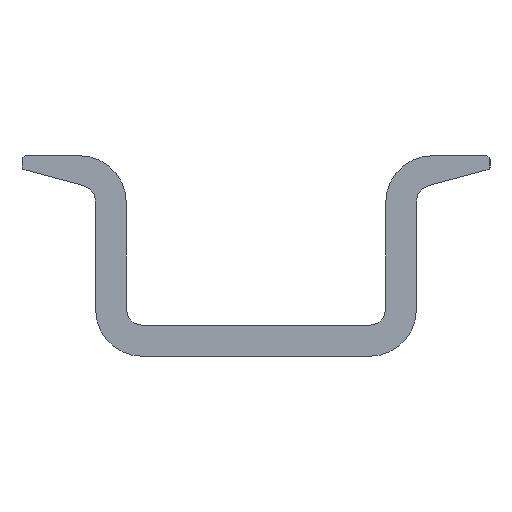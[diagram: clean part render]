
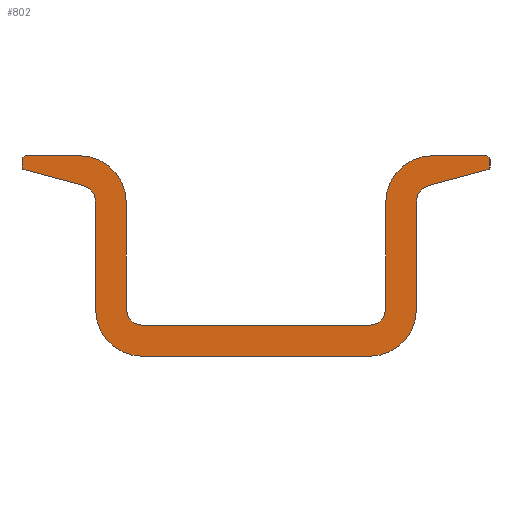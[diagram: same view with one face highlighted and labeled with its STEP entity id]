
A CAD part, left-side view. The second image highlights one B-rep face of the part: STEP entity #802.
In plain terms, the highlighted planar face has unit normal (-1, 0, 0).
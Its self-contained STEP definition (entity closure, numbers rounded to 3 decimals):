
#62=AXIS2_PLACEMENT_3D('Circle Axis2P3D',#60,#61,$) ;
#155=AXIS2_PLACEMENT_3D('Circle Axis2P3D',#153,#154,$) ;
#195=AXIS2_PLACEMENT_3D('Circle Axis2P3D',#193,#194,$) ;
#257=AXIS2_PLACEMENT_3D('Circle Axis2P3D',#255,#256,$) ;
#319=AXIS2_PLACEMENT_3D('Circle Axis2P3D',#317,#318,$) ;
#381=AXIS2_PLACEMENT_3D('Circle Axis2P3D',#379,#380,$) ;
#443=AXIS2_PLACEMENT_3D('Circle Axis2P3D',#441,#442,$) ;
#496=AXIS2_PLACEMENT_3D('Circle Axis2P3D',#494,#495,$) ;
#558=AXIS2_PLACEMENT_3D('Circle Axis2P3D',#556,#557,$) ;
#620=AXIS2_PLACEMENT_3D('Circle Axis2P3D',#618,#619,$) ;
#677=AXIS2_PLACEMENT_3D('Circle Axis2P3D',#675,#676,$) ;
#739=AXIS2_PLACEMENT_3D('Circle Axis2P3D',#737,#738,$) ;
#774=AXIS2_PLACEMENT_3D('Plane Axis2P3D',#771,#772,#773) ;
#43=CARTESIAN_POINT('Vertex',(-1883.168,-11.908,120.24)) ;
#57=CARTESIAN_POINT('Vertex',(-1883.168,-15.408,123.74)) ;
#60=CARTESIAN_POINT('Axis2P3D Location',(-1883.168,-11.908,123.74)) ;
#83=CARTESIAN_POINT('Vertex',(-1883.168,5.092,120.24)) ;
#91=CARTESIAN_POINT('Line Origine',(-1883.168,-3.408,120.24)) ;
#119=CARTESIAN_POINT('Vertex',(-1883.168,-15.408,131.845)) ;
#122=CARTESIAN_POINT('Line Origine',(-1883.168,-15.408,127.793)) ;
#145=CARTESIAN_POINT('Vertex',(-1883.168,8.592,123.74)) ;
#153=CARTESIAN_POINT('Axis2P3D Location',(-1883.168,5.092,123.74)) ;
#176=CARTESIAN_POINT('Vertex',(-1883.168,5.092,122.54)) ;
#190=CARTESIAN_POINT('Vertex',(-1883.168,6.292,123.74)) ;
#193=CARTESIAN_POINT('Axis2P3D Location',(-1883.168,5.092,123.74)) ;
#221=CARTESIAN_POINT('Vertex',(-1883.168,6.292,131.74)) ;
#224=CARTESIAN_POINT('Line Origine',(-1883.168,6.292,127.74)) ;
#252=CARTESIAN_POINT('Vertex',(-1883.168,9.792,135.24)) ;
#255=CARTESIAN_POINT('Axis2P3D Location',(-1883.168,9.792,131.74)) ;
#283=CARTESIAN_POINT('Vertex',(-1883.168,13.792,135.24)) ;
#286=CARTESIAN_POINT('Line Origine',(-1883.168,11.792,135.24)) ;
#314=CARTESIAN_POINT('Vertex',(-1883.168,14.092,134.94)) ;
#317=CARTESIAN_POINT('Axis2P3D Location',(-1883.168,13.792,134.94)) ;
#345=CARTESIAN_POINT('Vertex',(-1883.168,14.092,134.393)) ;
#348=CARTESIAN_POINT('Line Origine',(-1883.168,14.092,134.667)) ;
#376=CARTESIAN_POINT('Vertex',(-1883.168,13.944,134.2)) ;
#379=CARTESIAN_POINT('Axis2P3D Location',(-1883.168,13.892,134.393)) ;
#407=CARTESIAN_POINT('Vertex',(-1883.168,9.482,133.004)) ;
#410=CARTESIAN_POINT('Line Origine',(-1883.168,11.713,133.602)) ;
#438=CARTESIAN_POINT('Vertex',(-1883.168,8.592,131.845)) ;
#441=CARTESIAN_POINT('Axis2P3D Location',(-1883.168,9.792,131.845)) ;
#463=CARTESIAN_POINT('Line Origine',(-1883.168,8.592,127.793)) ;
#491=CARTESIAN_POINT('Vertex',(-1883.168,-16.297,133.004)) ;
#494=CARTESIAN_POINT('Axis2P3D Location',(-1883.168,-16.608,131.845)) ;
#522=CARTESIAN_POINT('Vertex',(-1883.168,-20.76,134.2)) ;
#525=CARTESIAN_POINT('Line Origine',(-1883.168,-18.528,133.602)) ;
#553=CARTESIAN_POINT('Vertex',(-1883.168,-20.908,134.393)) ;
#556=CARTESIAN_POINT('Axis2P3D Location',(-1883.168,-20.708,134.393)) ;
#584=CARTESIAN_POINT('Vertex',(-1883.168,-20.908,134.94)) ;
#587=CARTESIAN_POINT('Line Origine',(-1883.168,-20.908,134.667)) ;
#615=CARTESIAN_POINT('Vertex',(-1883.168,-20.608,135.24)) ;
#618=CARTESIAN_POINT('Axis2P3D Location',(-1883.168,-20.608,134.94)) ;
#641=CARTESIAN_POINT('Vertex',(-1883.168,-16.608,135.24)) ;
#644=CARTESIAN_POINT('Line Origine',(-1883.168,-18.608,135.24)) ;
#672=CARTESIAN_POINT('Vertex',(-1883.168,-13.108,131.74)) ;
#675=CARTESIAN_POINT('Axis2P3D Location',(-1883.168,-16.608,131.74)) ;
#703=CARTESIAN_POINT('Vertex',(-1883.168,-13.108,123.74)) ;
#706=CARTESIAN_POINT('Line Origine',(-1883.168,-13.108,127.74)) ;
#734=CARTESIAN_POINT('Vertex',(-1883.168,-11.908,122.54)) ;
#737=CARTESIAN_POINT('Axis2P3D Location',(-1883.168,-11.908,123.74)) ;
#759=CARTESIAN_POINT('Line Origine',(-1883.168,-3.408,122.54)) ;
#771=CARTESIAN_POINT('Axis2P3D Location',(-1883.168,-3.408,120.24)) ;
#61=DIRECTION('Axis2P3D Direction',(-1.,0.,0.)) ;
#92=DIRECTION('Vector Direction',(0.,1.,0.)) ;
#123=DIRECTION('Vector Direction',(0.,0.,1.)) ;
#154=DIRECTION('Axis2P3D Direction',(-1.,0.,0.)) ;
#194=DIRECTION('Axis2P3D Direction',(-1.,0.,0.)) ;
#225=DIRECTION('Vector Direction',(0.,0.,-1.)) ;
#256=DIRECTION('Axis2P3D Direction',(-1.,0.,0.)) ;
#287=DIRECTION('Vector Direction',(0.,-1.,0.)) ;
#318=DIRECTION('Axis2P3D Direction',(-1.,0.,0.)) ;
#349=DIRECTION('Vector Direction',(0.,0.,1.)) ;
#380=DIRECTION('Axis2P3D Direction',(-1.,0.,0.)) ;
#411=DIRECTION('Vector Direction',(0.,0.966,0.259)) ;
#442=DIRECTION('Axis2P3D Direction',(-1.,0.,0.)) ;
#464=DIRECTION('Vector Direction',(0.,0.,1.)) ;
#495=DIRECTION('Axis2P3D Direction',(-1.,0.,0.)) ;
#526=DIRECTION('Vector Direction',(0.,-0.966,0.259)) ;
#557=DIRECTION('Axis2P3D Direction',(-1.,0.,0.)) ;
#588=DIRECTION('Vector Direction',(0.,0.,1.)) ;
#619=DIRECTION('Axis2P3D Direction',(-1.,0.,0.)) ;
#645=DIRECTION('Vector Direction',(0.,1.,0.)) ;
#676=DIRECTION('Axis2P3D Direction',(-1.,0.,0.)) ;
#707=DIRECTION('Vector Direction',(0.,0.,-1.)) ;
#738=DIRECTION('Axis2P3D Direction',(-1.,0.,0.)) ;
#760=DIRECTION('Vector Direction',(0.,-1.,0.)) ;
#772=DIRECTION('Axis2P3D Direction',(-1.,0.,0.)) ;
#773=DIRECTION('Axis2P3D XDirection',(0.,-1.,0.)) ;
#93=VECTOR('Line Direction',#92,1.) ;
#124=VECTOR('Line Direction',#123,1.) ;
#226=VECTOR('Line Direction',#225,1.) ;
#288=VECTOR('Line Direction',#287,1.) ;
#350=VECTOR('Line Direction',#349,1.) ;
#412=VECTOR('Line Direction',#411,1.) ;
#465=VECTOR('Line Direction',#464,1.) ;
#527=VECTOR('Line Direction',#526,1.) ;
#589=VECTOR('Line Direction',#588,1.) ;
#646=VECTOR('Line Direction',#645,1.) ;
#708=VECTOR('Line Direction',#707,1.) ;
#761=VECTOR('Line Direction',#760,1.) ;
#777=ORIENTED_EDGE('',*,*,#197,.T.) ;
#778=ORIENTED_EDGE('',*,*,#228,.T.) ;
#779=ORIENTED_EDGE('',*,*,#259,.T.) ;
#780=ORIENTED_EDGE('',*,*,#290,.T.) ;
#781=ORIENTED_EDGE('',*,*,#321,.T.) ;
#782=ORIENTED_EDGE('',*,*,#352,.T.) ;
#783=ORIENTED_EDGE('',*,*,#383,.T.) ;
#784=ORIENTED_EDGE('',*,*,#414,.T.) ;
#785=ORIENTED_EDGE('',*,*,#445,.T.) ;
#786=ORIENTED_EDGE('',*,*,#467,.T.) ;
#787=ORIENTED_EDGE('',*,*,#157,.T.) ;
#788=ORIENTED_EDGE('',*,*,#95,.T.) ;
#789=ORIENTED_EDGE('',*,*,#64,.T.) ;
#790=ORIENTED_EDGE('',*,*,#126,.T.) ;
#791=ORIENTED_EDGE('',*,*,#498,.T.) ;
#792=ORIENTED_EDGE('',*,*,#529,.T.) ;
#793=ORIENTED_EDGE('',*,*,#560,.T.) ;
#794=ORIENTED_EDGE('',*,*,#591,.T.) ;
#795=ORIENTED_EDGE('',*,*,#622,.T.) ;
#796=ORIENTED_EDGE('',*,*,#648,.T.) ;
#797=ORIENTED_EDGE('',*,*,#679,.T.) ;
#798=ORIENTED_EDGE('',*,*,#710,.T.) ;
#799=ORIENTED_EDGE('',*,*,#741,.T.) ;
#800=ORIENTED_EDGE('',*,*,#763,.F.) ;
#802=ADVANCED_FACE('Body.4',(#801),#775,.T.) ;
#63=CIRCLE('generated circle',#62,3.5) ;
#156=CIRCLE('generated circle',#155,3.5) ;
#196=CIRCLE('generated circle',#195,1.2) ;
#258=CIRCLE('generated circle',#257,3.5) ;
#320=CIRCLE('generated circle',#319,0.3) ;
#382=CIRCLE('generated circle',#381,0.2) ;
#444=CIRCLE('generated circle',#443,1.2) ;
#497=CIRCLE('generated circle',#496,1.2) ;
#559=CIRCLE('generated circle',#558,0.2) ;
#621=CIRCLE('generated circle',#620,0.3) ;
#678=CIRCLE('generated circle',#677,3.5) ;
#740=CIRCLE('generated circle',#739,1.2) ;
#64=EDGE_CURVE('',#44,#58,#63,.T.) ;
#95=EDGE_CURVE('',#84,#44,#94,.F.) ;
#126=EDGE_CURVE('',#58,#120,#125,.T.) ;
#157=EDGE_CURVE('',#146,#84,#156,.T.) ;
#197=EDGE_CURVE('',#177,#191,#196,.F.) ;
#228=EDGE_CURVE('',#191,#222,#227,.F.) ;
#259=EDGE_CURVE('',#222,#253,#258,.T.) ;
#290=EDGE_CURVE('',#253,#284,#289,.F.) ;
#321=EDGE_CURVE('',#284,#315,#320,.T.) ;
#352=EDGE_CURVE('',#315,#346,#351,.F.) ;
#383=EDGE_CURVE('',#346,#377,#382,.T.) ;
#414=EDGE_CURVE('',#377,#408,#413,.F.) ;
#445=EDGE_CURVE('',#408,#439,#444,.F.) ;
#467=EDGE_CURVE('',#439,#146,#466,.F.) ;
#498=EDGE_CURVE('',#120,#492,#497,.F.) ;
#529=EDGE_CURVE('',#492,#523,#528,.T.) ;
#560=EDGE_CURVE('',#523,#554,#559,.T.) ;
#591=EDGE_CURVE('',#554,#585,#590,.T.) ;
#622=EDGE_CURVE('',#585,#616,#621,.T.) ;
#648=EDGE_CURVE('',#616,#642,#647,.T.) ;
#679=EDGE_CURVE('',#642,#673,#678,.T.) ;
#710=EDGE_CURVE('',#673,#704,#709,.T.) ;
#741=EDGE_CURVE('',#704,#735,#740,.F.) ;
#763=EDGE_CURVE('',#177,#735,#762,.T.) ;
#776=EDGE_LOOP('',(#777,#778,#779,#780,#781,#782,#783,#784,#785,#786,#787,#788,#789,#790,#791,#792,#793,#794,#795,#796,#797,#798,#799,#800)) ;
#801=FACE_OUTER_BOUND('',#776,.T.) ;
#94=LINE('Line',#91,#93) ;
#125=LINE('Line',#122,#124) ;
#227=LINE('Line',#224,#226) ;
#289=LINE('Line',#286,#288) ;
#351=LINE('Line',#348,#350) ;
#413=LINE('Line',#410,#412) ;
#466=LINE('Line',#463,#465) ;
#528=LINE('Line',#525,#527) ;
#590=LINE('Line',#587,#589) ;
#647=LINE('Line',#644,#646) ;
#709=LINE('Line',#706,#708) ;
#762=LINE('Line',#759,#761) ;
#775=PLANE('',#774) ;
#44=VERTEX_POINT('',#43) ;
#58=VERTEX_POINT('',#57) ;
#84=VERTEX_POINT('',#83) ;
#120=VERTEX_POINT('',#119) ;
#146=VERTEX_POINT('',#145) ;
#177=VERTEX_POINT('',#176) ;
#191=VERTEX_POINT('',#190) ;
#222=VERTEX_POINT('',#221) ;
#253=VERTEX_POINT('',#252) ;
#284=VERTEX_POINT('',#283) ;
#315=VERTEX_POINT('',#314) ;
#346=VERTEX_POINT('',#345) ;
#377=VERTEX_POINT('',#376) ;
#408=VERTEX_POINT('',#407) ;
#439=VERTEX_POINT('',#438) ;
#492=VERTEX_POINT('',#491) ;
#523=VERTEX_POINT('',#522) ;
#554=VERTEX_POINT('',#553) ;
#585=VERTEX_POINT('',#584) ;
#616=VERTEX_POINT('',#615) ;
#642=VERTEX_POINT('',#641) ;
#673=VERTEX_POINT('',#672) ;
#704=VERTEX_POINT('',#703) ;
#735=VERTEX_POINT('',#734) ;
